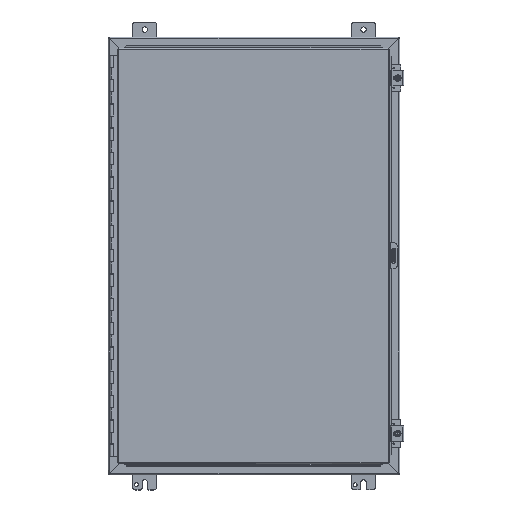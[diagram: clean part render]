
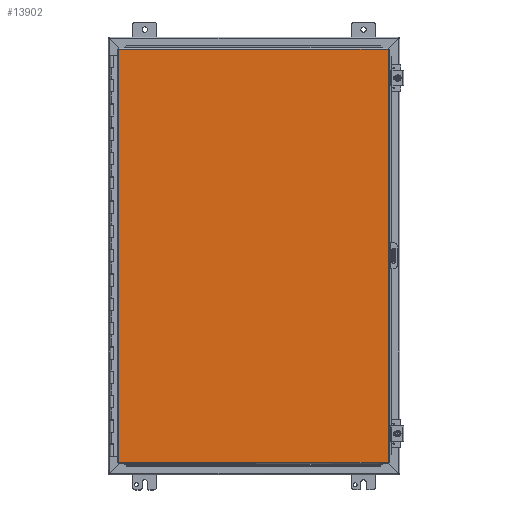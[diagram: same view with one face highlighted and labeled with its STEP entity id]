
A CAD part, top view. The second image highlights one B-rep face of the part: STEP entity #13902.
In plain terms, the highlighted face is planar.
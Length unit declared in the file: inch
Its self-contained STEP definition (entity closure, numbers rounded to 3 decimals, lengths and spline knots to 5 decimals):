
#13059=CARTESIAN_POINT('',(-11.08225,-16.9885,0.));
#13060=VERTEX_POINT('',#13059);
#13071=CARTESIAN_POINT('',(11.08225,-16.9885,0.));
#13072=VERTEX_POINT('',#13071);
#13073=CARTESIAN_POINT('',(11.08225,-16.9885,0.0));
#13074=DIRECTION('',(-1.0,0.0,0.0));
#13075=VECTOR('',#13074,22.1645);
#13076=LINE('',#13073,#13075);
#13077=EDGE_CURVE('',#13072,#13060,#13076,.T.);
#13193=CARTESIAN_POINT('',(-11.08225,16.9885,0.));
#13194=VERTEX_POINT('',#13193);
#13292=CARTESIAN_POINT('',(11.08225,16.9885,0.));
#13293=VERTEX_POINT('',#13292);
#13304=CARTESIAN_POINT('',(-11.08225,16.9885,0.0));
#13305=DIRECTION('',(1.0,0.0,0.0));
#13306=VECTOR('',#13305,22.1645);
#13307=LINE('',#13304,#13306);
#13308=EDGE_CURVE('',#13194,#13293,#13307,.T.);
#13613=CARTESIAN_POINT('',(-11.08225,-16.9885,0.0));
#13614=DIRECTION('',(0.0,1.0,0.0));
#13615=VECTOR('',#13614,33.977);
#13616=LINE('',#13613,#13615);
#13617=EDGE_CURVE('',#13060,#13194,#13616,.T.);
#13707=CARTESIAN_POINT('',(11.08225,16.9885,0.0));
#13708=DIRECTION('',(0.0,-1.0,0.0));
#13709=VECTOR('',#13708,33.977);
#13710=LINE('',#13707,#13709);
#13711=EDGE_CURVE('',#13293,#13072,#13710,.T.);
#13891=CARTESIAN_POINT('',(0.,0.,0.0));
#13892=DIRECTION('',(0.0,0.0,1.0));
#13893=DIRECTION('',(1.0,0.0,0.0));
#13894=AXIS2_PLACEMENT_3D('',#13891,#13892,#13893);
#13895=PLANE('',#13894);
#13896=ORIENTED_EDGE('',*,*,#13617,.T.);
#13897=ORIENTED_EDGE('',*,*,#13308,.T.);
#13898=ORIENTED_EDGE('',*,*,#13711,.T.);
#13899=ORIENTED_EDGE('',*,*,#13077,.T.);
#13900=EDGE_LOOP('',(#13896,#13897,#13898,#13899));
#13901=FACE_OUTER_BOUND('',#13900,.T.);
#13902=ADVANCED_FACE('',(#13901),#13895,.F.);
